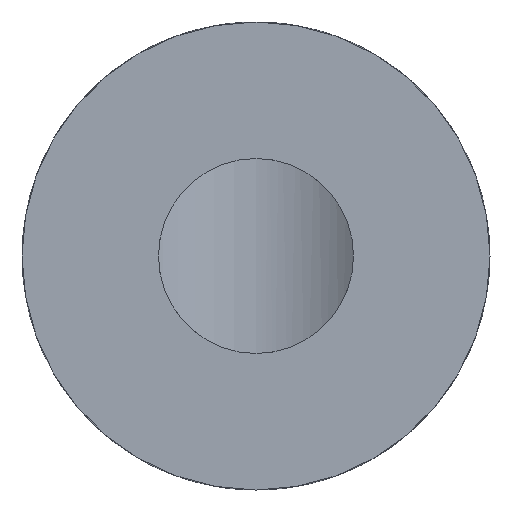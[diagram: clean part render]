
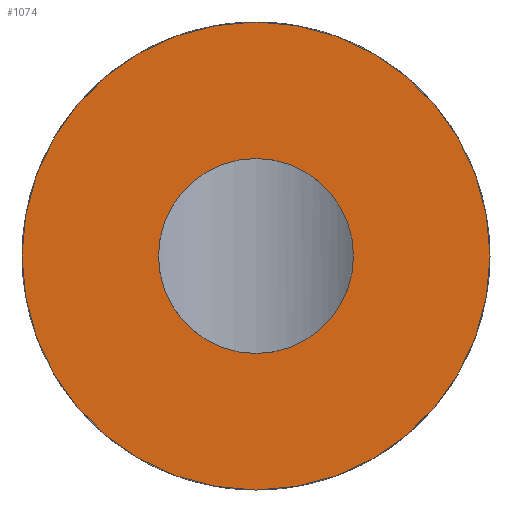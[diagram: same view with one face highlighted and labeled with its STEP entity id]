
A CAD part, left-side view. The second image highlights one B-rep face of the part: STEP entity #1074.
In plain terms, the highlighted planar face has unit normal (-1, 0, 0).
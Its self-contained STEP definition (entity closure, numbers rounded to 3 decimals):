
#22 = VERTEX_POINT('',#23);
#23 = CARTESIAN_POINT('',(-10.,0.,19.5));
#32 = CYLINDRICAL_SURFACE('',#33,6.);
#33 = AXIS2_PLACEMENT_3D('',#34,#35,#36);
#34 = CARTESIAN_POINT('',(-10.,0.,13.5));
#35 = DIRECTION('',(-1.,0.,0.));
#36 = DIRECTION('',(0.,0.,1.));
#696 = EDGE_CURVE('',#22,#22,#697,.T.);
#697 = SURFACE_CURVE('',#698,(#703,#710),.PCURVE_S1.);
#698 = CIRCLE('',#699,6.);
#699 = AXIS2_PLACEMENT_3D('',#700,#701,#702);
#700 = CARTESIAN_POINT('',(-10.,0.,13.5));
#701 = DIRECTION('',(1.,0.,0.));
#702 = DIRECTION('',(0.,0.,1.));
#703 = PCURVE('',#32,#704);
#704 = DEFINITIONAL_REPRESENTATION('',(#705),#709);
#705 = LINE('',#706,#707);
#706 = CARTESIAN_POINT('',(-0.,0.));
#707 = VECTOR('',#708,1.);
#708 = DIRECTION('',(-1.,0.));
#709 = ( GEOMETRIC_REPRESENTATION_CONTEXT(2) 
PARAMETRIC_REPRESENTATION_CONTEXT() REPRESENTATION_CONTEXT('2D SPACE',''
  ) );
#710 = PCURVE('',#711,#716);
#711 = PLANE('',#712);
#712 = AXIS2_PLACEMENT_3D('',#713,#714,#715);
#713 = CARTESIAN_POINT('',(-10.,0.,13.5));
#714 = DIRECTION('',(1.,0.,0.));
#715 = DIRECTION('',(0.,0.,1.));
#716 = DEFINITIONAL_REPRESENTATION('',(#717),#721);
#717 = CIRCLE('',#718,6.);
#718 = AXIS2_PLACEMENT_2D('',#719,#720);
#719 = CARTESIAN_POINT('',(0.,0.));
#720 = DIRECTION('',(1.,0.));
#721 = ( GEOMETRIC_REPRESENTATION_CONTEXT(2) 
PARAMETRIC_REPRESENTATION_CONTEXT() REPRESENTATION_CONTEXT('2D SPACE',''
  ) );
#1074 = ADVANCED_FACE('',(#1075,#1078),#711,.F.);
#1075 = FACE_BOUND('',#1076,.F.);
#1076 = EDGE_LOOP('',(#1077));
#1077 = ORIENTED_EDGE('',*,*,#696,.T.);
#1078 = FACE_BOUND('',#1079,.F.);
#1079 = EDGE_LOOP('',(#1080));
#1080 = ORIENTED_EDGE('',*,*,#1081,.T.);
#1081 = EDGE_CURVE('',#1082,#1082,#1084,.T.);
#1082 = VERTEX_POINT('',#1083);
#1083 = CARTESIAN_POINT('',(-10.,2.5,13.5));
#1084 = SURFACE_CURVE('',#1085,(#1090,#1101),.PCURVE_S1.);
#1085 = CIRCLE('',#1086,2.5);
#1086 = AXIS2_PLACEMENT_3D('',#1087,#1088,#1089);
#1087 = CARTESIAN_POINT('',(-10.,0.,13.5));
#1088 = DIRECTION('',(-1.,0.,0.));
#1089 = DIRECTION('',(0.,1.,0.));
#1090 = PCURVE('',#711,#1091);
#1091 = DEFINITIONAL_REPRESENTATION('',(#1092),#1100);
#1092 = ( BOUNDED_CURVE() B_SPLINE_CURVE(2,(#1093,#1094,#1095,#1096,
#1097,#1098,#1099),.UNSPECIFIED.,.T.,.F.) B_SPLINE_CURVE_WITH_KNOTS((1,2
    ,2,2,2,1),(-2.094,0.,2.094,4.189,
6.283,8.378),.UNSPECIFIED.) CURVE() 
GEOMETRIC_REPRESENTATION_ITEM() RATIONAL_B_SPLINE_CURVE((1.,0.5,1.,0.5,
1.,0.5,1.)) REPRESENTATION_ITEM('') );
#1093 = CARTESIAN_POINT('',(0.,-2.5));
#1094 = CARTESIAN_POINT('',(-4.33,-2.5));
#1095 = CARTESIAN_POINT('',(-2.165,1.25));
#1096 = CARTESIAN_POINT('',(0.,5.));
#1097 = CARTESIAN_POINT('',(2.165,1.25));
#1098 = CARTESIAN_POINT('',(4.33,-2.5));
#1099 = CARTESIAN_POINT('',(0.,-2.5));
#1100 = ( GEOMETRIC_REPRESENTATION_CONTEXT(2) 
PARAMETRIC_REPRESENTATION_CONTEXT() REPRESENTATION_CONTEXT('2D SPACE',''
  ) );
#1101 = PCURVE('',#1102,#1107);
#1102 = CYLINDRICAL_SURFACE('',#1103,2.5);
#1103 = AXIS2_PLACEMENT_3D('',#1104,#1105,#1106);
#1104 = CARTESIAN_POINT('',(-12.,0.,13.5));
#1105 = DIRECTION('',(-1.,0.,0.));
#1106 = DIRECTION('',(0.,1.,0.));
#1107 = DEFINITIONAL_REPRESENTATION('',(#1108),#1112);
#1108 = LINE('',#1109,#1110);
#1109 = CARTESIAN_POINT('',(-6.283,-2.));
#1110 = VECTOR('',#1111,1.);
#1111 = DIRECTION('',(1.,-0.));
#1112 = ( GEOMETRIC_REPRESENTATION_CONTEXT(2) 
PARAMETRIC_REPRESENTATION_CONTEXT() REPRESENTATION_CONTEXT('2D SPACE',''
  ) );
